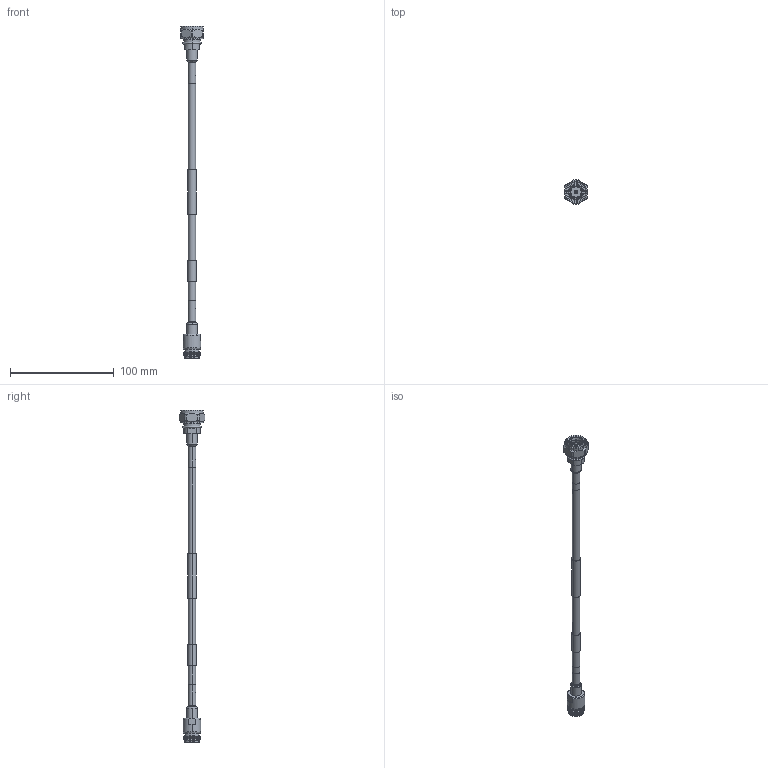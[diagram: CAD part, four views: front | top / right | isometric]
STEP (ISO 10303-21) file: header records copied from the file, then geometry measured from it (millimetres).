
FILE_DESCRIPTION (( 'STEP AP214' ), '1' );
FILE_NAME ('FMCA1890_3D.step', '2025-07-24T23:32:23', ( '' ), ( '' ), 'SwSTEP 2.0', 'SolidWorks 2022', '' );
FILE_SCHEMA (( 'AUTOMOTIVE_DESIGN' ));
Length unit declared in the file: inch
Products named in the file (9): TFT-5G-402^FMCA1890; Heat Shrink^FMCA1890; TC-250-NF-LP-MA2^TC-250-NF-LP-PE_3D_FMCA1890; TC-250-NF-LP^TC-250-NF-LP-PE_3D_FMCA1890; TC-250-NF-LP-MA1^TC-250-NF-LP-PE_3D_FMCA1890; FMCA1890_3D; TC-250-4310M-LP_body; TC-250-4310M-LP; TC-250-NF-LP-PE_3D^FMCA1890
Assembly tree (9 placements, depth 3):
  FMCA1890_3D
    TFT-5G-402^FMCA1890
    Heat Shrink^FMCA1890  x2
    TC-250-4310M-LP
      TC-250-4310M-LP_body
    TC-250-NF-LP-PE_3D^FMCA1890
      TC-250-NF-LP^TC-250-NF-LP-PE_3D_FMCA1890
      TC-250-NF-LP-MA2^TC-250-NF-LP-PE_3D_FMCA1890
      TC-250-NF-LP-MA1^TC-250-NF-LP-PE_3D_FMCA1890
Bounding box: 22 x 24.5 x 320.23 mm (x, y, z)
Volume: 23191.1 mm3; surface area: 14496 mm2
Topology: 7 solids, 7 shells, 293 faces, 629 edges, 370 vertices
Faces by surface type: cone 112, cylinder 95, plane 66, torus 16, bspline 4
Entity records: 8459 total; most frequent: CARTESIAN_POINT 1776, DIRECTION 1481, ORIENTED_EDGE 1214, AXIS2_PLACEMENT_3D 627, EDGE_CURVE 607, VERTEX_POINT 358, CIRCLE 330, EDGE_LOOP 317
